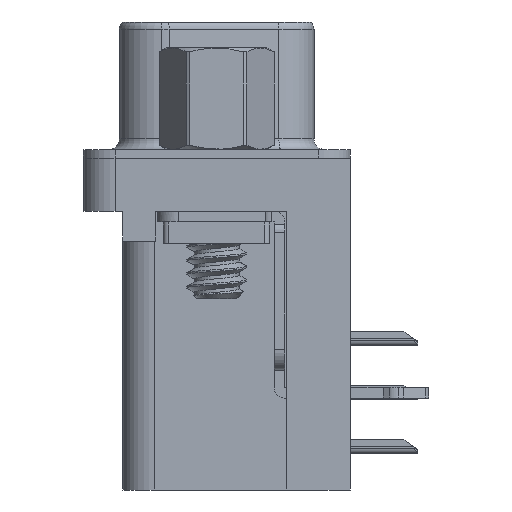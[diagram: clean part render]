
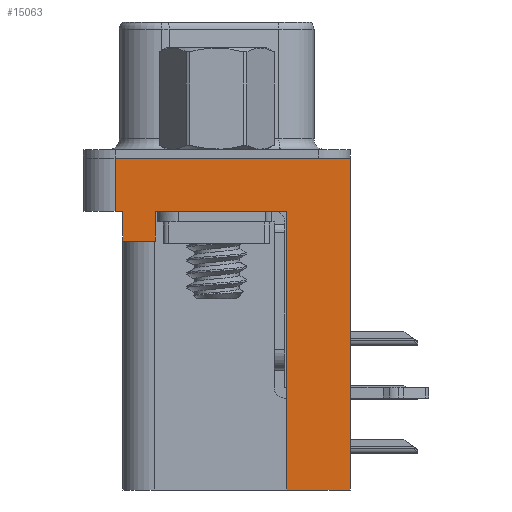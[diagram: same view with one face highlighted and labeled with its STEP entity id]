
A CAD part, left-side view. The second image highlights one B-rep face of the part: STEP entity #15063.
In plain terms, the highlighted planar face has unit normal (-1, 0, 0).
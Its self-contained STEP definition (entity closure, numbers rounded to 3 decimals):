
#76 = EDGE_CURVE ( 'NONE', #29698, #29952, #8637, .T. ) ;
#123 = VECTOR ( 'NONE', #32272, 1000. ) ;
#756 = CARTESIAN_POINT ( 'NONE',  ( -2.91, -6.275, -15.6 ) ) ;
#988 = CARTESIAN_POINT ( 'NONE',  ( -2.91, -3.295, -15.6 ) ) ;
#1156 = CARTESIAN_POINT ( 'NONE',  ( -2.91, -6.275, 0. ) ) ;
#2080 = LINE ( 'NONE', #8357, #2654 ) ;
#2654 = VECTOR ( 'NONE', #20893, 1000. ) ;
#4918 = FACE_OUTER_BOUND ( 'NONE', #29092, .T. ) ;
#5247 = VECTOR ( 'NONE', #10717, 1000. ) ;
#5385 = LINE ( 'NONE', #20847, #12465 ) ;
#6375 = VECTOR ( 'NONE', #21589, 1000. ) ;
#6825 = CARTESIAN_POINT ( 'NONE',  ( -2.91, -3.295, -2.5 ) ) ;
#7474 = DIRECTION ( 'NONE',  ( 0., 1., 0. ) ) ;
#8082 = ORIENTED_EDGE ( 'NONE', *, *, #33244, .F. ) ;
#8357 = CARTESIAN_POINT ( 'NONE',  ( -2.91, 4.775, -2.5 ) ) ;
#8622 = DIRECTION ( 'NONE',  ( 0., -1., 0. ) ) ;
#8637 = LINE ( 'NONE', #39993, #6375 ) ;
#8743 = CARTESIAN_POINT ( 'NONE',  ( -2.91, 4.425, -2.5 ) ) ;
#10009 = CARTESIAN_POINT ( 'NONE',  ( -2.91, 4.425, -3.9 ) ) ;
#10294 = ORIENTED_EDGE ( 'NONE', *, *, #12553, .T. ) ;
#10493 = LINE ( 'NONE', #13228, #34908 ) ;
#10717 = DIRECTION ( 'NONE',  ( 0., 0., 1. ) ) ;
#10918 = LINE ( 'NONE', #26606, #5247 ) ;
#11330 = AXIS2_PLACEMENT_3D ( 'NONE', #20592, #33993, #17659 ) ;
#11706 = ORIENTED_EDGE ( 'NONE', *, *, #12450, .T. ) ;
#12364 = CARTESIAN_POINT ( 'NONE',  ( -2.91, -3.295, -15.6 ) ) ;
#12450 = EDGE_CURVE ( 'NONE', #39281, #18608, #10918, .T. ) ;
#12465 = VECTOR ( 'NONE', #27337, 1000. ) ;
#12548 = VECTOR ( 'NONE', #34767, 1000. ) ;
#12553 = EDGE_CURVE ( 'NONE', #18608, #28418, #31618, .T. ) ;
#13228 = CARTESIAN_POINT ( 'NONE',  ( -2.91, -6.275, 0. ) ) ;
#13439 = ORIENTED_EDGE ( 'NONE', *, *, #23516, .F. ) ;
#15063 = ADVANCED_FACE ( 'NONE', ( #4918 ), #17864, .T. ) ;
#15691 = VECTOR ( 'NONE', #7474, 1000. ) ;
#16675 = CARTESIAN_POINT ( 'NONE',  ( -2.91, 4.425, -3.9 ) ) ;
#16991 = VECTOR ( 'NONE', #23876, 1000. ) ;
#17149 = ORIENTED_EDGE ( 'NONE', *, *, #19376, .F. ) ;
#17260 = VECTOR ( 'NONE', #8622, 1000. ) ;
#17659 = DIRECTION ( 'NONE',  ( 0., 0., 1. ) ) ;
#17864 = PLANE ( 'NONE',  #11330 ) ;
#18218 = LINE ( 'NONE', #39970, #16991 ) ;
#18608 = VERTEX_POINT ( 'NONE', #29105 ) ;
#19376 = EDGE_CURVE ( 'NONE', #39813, #38868, #2080, .T. ) ;
#19879 = VERTEX_POINT ( 'NONE', #988 ) ;
#20592 = CARTESIAN_POINT ( 'NONE',  ( -2.91, -6.275, -2.5 ) ) ;
#20847 = CARTESIAN_POINT ( 'NONE',  ( -2.91, -6.275, -2.5 ) ) ;
#20848 = CARTESIAN_POINT ( 'NONE',  ( -2.91, 2.895, -3.9 ) ) ;
#20893 = DIRECTION ( 'NONE',  ( 0., 0., 1. ) ) ;
#21589 = DIRECTION ( 'NONE',  ( 0., 0., 1. ) ) ;
#22413 = ORIENTED_EDGE ( 'NONE', *, *, #24601, .F. ) ;
#22834 = ORIENTED_EDGE ( 'NONE', *, *, #76, .F. ) ;
#23365 = LINE ( 'NONE', #16675, #15691 ) ;
#23516 = EDGE_CURVE ( 'NONE', #39281, #29698, #23365, .T. ) ;
#23876 = DIRECTION ( 'NONE',  ( 0., 1., 0. ) ) ;
#24601 = EDGE_CURVE ( 'NONE', #40943, #19879, #18218, .T. ) ;
#25495 = ORIENTED_EDGE ( 'NONE', *, *, #26846, .T. ) ;
#26606 = CARTESIAN_POINT ( 'NONE',  ( -2.91, 2.895, -3.9 ) ) ;
#26846 = EDGE_CURVE ( 'NONE', #39813, #29952, #5385, .T. ) ;
#27048 = ORIENTED_EDGE ( 'NONE', *, *, #39468, .F. ) ;
#27337 = DIRECTION ( 'NONE',  ( 0., -1., 0. ) ) ;
#28084 = ORIENTED_EDGE ( 'NONE', *, *, #38339, .T. ) ;
#28418 = VERTEX_POINT ( 'NONE', #6825 ) ;
#29092 = EDGE_LOOP ( 'NONE', ( #27048, #17149, #25495, #22834, #13439, #11706, #10294, #8082, #22413, #28084 ) ) ;
#29105 = CARTESIAN_POINT ( 'NONE',  ( -2.91, 2.895, -2.5 ) ) ;
#29698 = VERTEX_POINT ( 'NONE', #10009 ) ;
#29952 = VERTEX_POINT ( 'NONE', #8743 ) ;
#31618 = LINE ( 'NONE', #34548, #17260 ) ;
#32272 = DIRECTION ( 'NONE',  ( 0., 0., 1. ) ) ;
#33244 = EDGE_CURVE ( 'NONE', #19879, #28418, #38487, .T. ) ;
#33993 = DIRECTION ( 'NONE',  ( -1., 0., 0. ) ) ;
#34548 = CARTESIAN_POINT ( 'NONE',  ( -2.91, -6.275, -2.5 ) ) ;
#34767 = DIRECTION ( 'NONE',  ( 0., 0., 1. ) ) ;
#34908 = VECTOR ( 'NONE', #35202, 1000. ) ;
#35202 = DIRECTION ( 'NONE',  ( 0., -1., 0. ) ) ;
#35607 = LINE ( 'NONE', #41252, #123 ) ;
#37475 = CARTESIAN_POINT ( 'NONE',  ( -2.91, 4.775, -2.5 ) ) ;
#38339 = EDGE_CURVE ( 'NONE', #40943, #41017, #35607, .T. ) ;
#38487 = LINE ( 'NONE', #12364, #12548 ) ;
#38868 = VERTEX_POINT ( 'NONE', #38899 ) ;
#38899 = CARTESIAN_POINT ( 'NONE',  ( -2.91, 4.775, 0. ) ) ;
#39281 = VERTEX_POINT ( 'NONE', #20848 ) ;
#39468 = EDGE_CURVE ( 'NONE', #38868, #41017, #10493, .T. ) ;
#39813 = VERTEX_POINT ( 'NONE', #37475 ) ;
#39970 = CARTESIAN_POINT ( 'NONE',  ( -2.91, -3.295, -15.6 ) ) ;
#39993 = CARTESIAN_POINT ( 'NONE',  ( -2.91, 4.425, -3.9 ) ) ;
#40943 = VERTEX_POINT ( 'NONE', #756 ) ;
#41017 = VERTEX_POINT ( 'NONE', #1156 ) ;
#41252 = CARTESIAN_POINT ( 'NONE',  ( -2.91, -6.275, -2.5 ) ) ;
